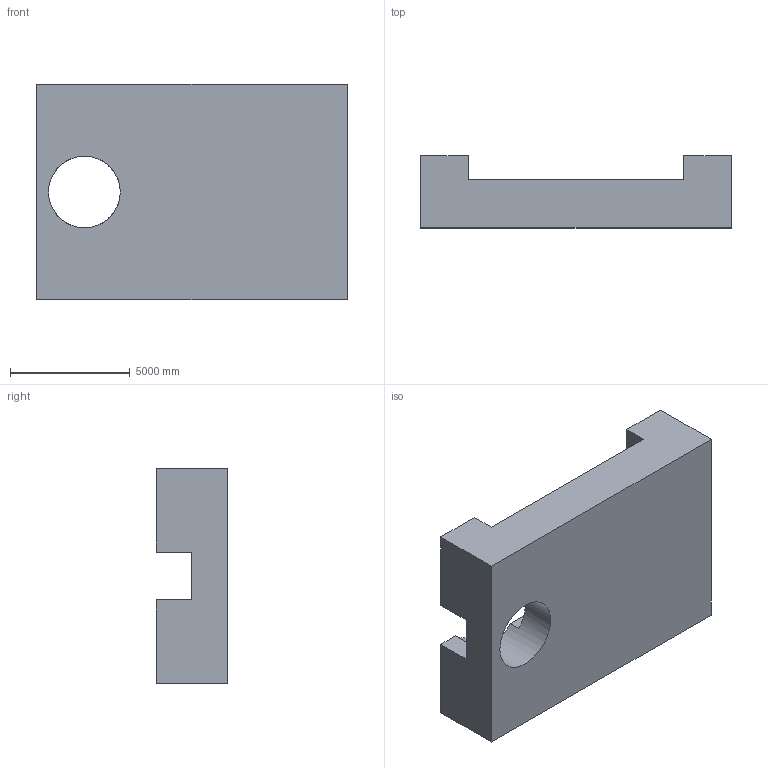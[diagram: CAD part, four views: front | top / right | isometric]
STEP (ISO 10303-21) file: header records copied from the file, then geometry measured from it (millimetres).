
FILE_DESCRIPTION(('produced by SPATIAL CORP'),'2;1');
FILE_NAME( 'intersect.step.hh.sat.stp','2002-04-22T10:00:42+00:00',( 'SPATIAL CORP'),('SPATIAL CORP'),'ACIS STEP Husk', 'http://www.spatial.com','SPATIAL CORP');
FILE_SCHEMA(('CONFIG_CONTROL_DESIGN'));
Length unit declared in the file: millimetre
Products named in the file (1): PRODUCT_ID_1
Bounding box: 13000 x 3000 x 9000 mm (x, y, z)
Volume: 236383761442.1 mm3; surface area: 376746558.9 mm2
Topology: 1 solids, 1 shells, 27 faces, 78 edges, 52 vertices
Faces by surface type: plane 23, cylinder 4
Entity records: 955 total; most frequent: ORIENTED_EDGE 156, CARTESIAN_POINT 153, DIRECTION 138, EDGE_CURVE 78, VECTOR 64, LINE 64, VERTEX_POINT 52, AXIS2_PLACEMENT_3D 37
